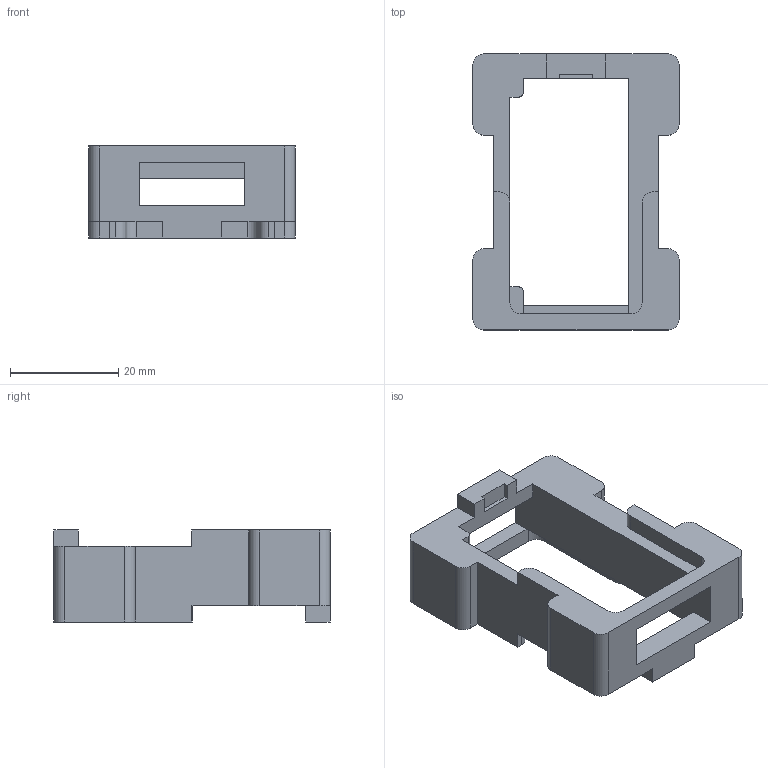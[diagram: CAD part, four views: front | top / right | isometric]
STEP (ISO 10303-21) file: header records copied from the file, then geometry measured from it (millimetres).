
FILE_DESCRIPTION (( 'STEP AP203' ), '1' );
FILE_NAME ('b2_dynamixel_t42.STEP', '2015-02-27T21:53:30', ( '' ), ( '' ), 'SwSTEP 2.0', 'SolidWorks 2013', '' );
FILE_SCHEMA (( 'CONFIG_CONTROL_DESIGN' ));
Length unit declared in the file: millimetre
Products named in the file (1): b2_dynamixel_t42
Bounding box: 38.1 x 51 x 17 mm (x, y, z)
Volume: 10492.6 mm3; surface area: 6137 mm2
Topology: 1 solids, 1 shells, 72 faces, 218 edges, 144 vertices
Faces by surface type: plane 54, cylinder 18
Entity records: 2515 total; most frequent: ORIENTED_EDGE 436, CARTESIAN_POINT 435, DIRECTION 400, EDGE_CURVE 218, VECTOR 182, LINE 182, VERTEX_POINT 144, AXIS2_PLACEMENT_3D 109
